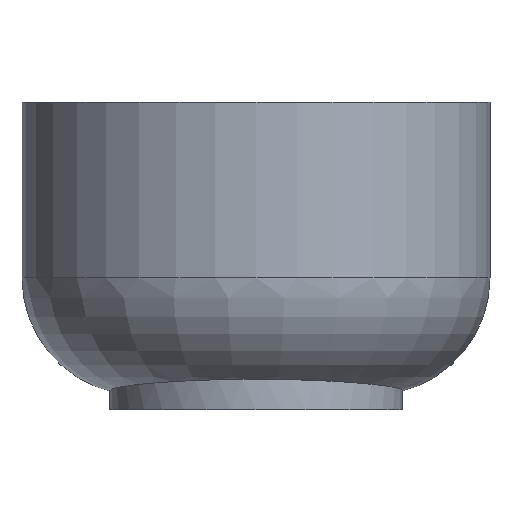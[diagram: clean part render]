
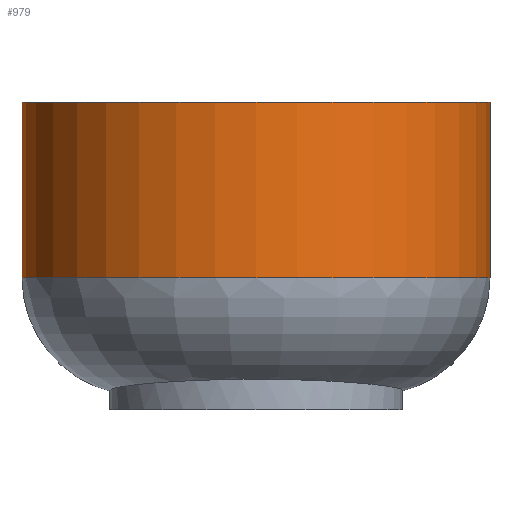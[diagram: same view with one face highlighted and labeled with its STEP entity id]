
A CAD part, front view. The second image highlights one B-rep face of the part: STEP entity #979.
In plain terms, the highlighted cylindrical face has radius 8 mm (diameter 16 mm), a partial arc.
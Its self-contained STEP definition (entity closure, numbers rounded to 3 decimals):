
#152 = FACE_OUTER_BOUND ( 'NONE', #1107, .T. ) ;
#156 = CYLINDRICAL_SURFACE ( 'NONE', #240, 8. ) ;
#240 = AXIS2_PLACEMENT_3D ( 'NONE', #847, #846, #839 ) ;
#261 = EDGE_CURVE ( 'NONE', #609, #583, #689, .T. ) ;
#263 = EDGE_CURVE ( 'NONE', #584, #583, #691, .T. ) ;
#265 = EDGE_CURVE ( 'NONE', #641, #584, #695, .T. ) ;
#281 = AXIS2_PLACEMENT_3D ( 'NONE', #481, #482, #483 ) ;
#282 = AXIS2_PLACEMENT_3D ( 'NONE', #472, #473, #474 ) ;
#299 = EDGE_CURVE ( 'NONE', #641, #609, #703, .T. ) ;
#472 = CARTESIAN_POINT ( 'NONE',  ( 3., -4.5, 4. ) ) ;
#473 = DIRECTION ( 'NONE',  ( 0., 0., 1. ) ) ;
#474 = DIRECTION ( 'NONE',  ( 1., 0., 0. ) ) ;
#475 = CARTESIAN_POINT ( 'NONE',  ( 11., -4.5, 10. ) ) ;
#476 = DIRECTION ( 'NONE',  ( 0., 0., -1. ) ) ;
#481 = CARTESIAN_POINT ( 'NONE',  ( 3., -4.5, 10. ) ) ;
#482 = DIRECTION ( 'NONE',  ( 0., 0., 1. ) ) ;
#483 = DIRECTION ( 'NONE',  ( 1., 0., 0. ) ) ;
#504 = DIRECTION ( 'NONE',  ( 0., 0., -1. ) ) ;
#505 = CARTESIAN_POINT ( 'NONE',  ( -5., -4.5, 10. ) ) ;
#583 = VERTEX_POINT ( 'NONE', #881 ) ;
#584 = VERTEX_POINT ( 'NONE', #886 ) ;
#609 = VERTEX_POINT ( 'NONE', #911 ) ;
#641 = VERTEX_POINT ( 'NONE', #943 ) ;
#689 = CIRCLE ( 'NONE', #282, 8. ) ;
#691 = LINE ( 'NONE', #475, #694 ) ;
#694 = VECTOR ( 'NONE', #476, 1000. ) ;
#695 = CIRCLE ( 'NONE', #281, 8. ) ;
#703 = LINE ( 'NONE', #505, #705 ) ;
#705 = VECTOR ( 'NONE', #504, 1000. ) ;
#839 = DIRECTION ( 'NONE',  ( -1., 0., 0. ) ) ;
#846 = DIRECTION ( 'NONE',  ( 0., 0., -1. ) ) ;
#847 = CARTESIAN_POINT ( 'NONE',  ( 3., -4.5, 10. ) ) ;
#881 = CARTESIAN_POINT ( 'NONE',  ( 11., -4.5, 4. ) ) ;
#886 = CARTESIAN_POINT ( 'NONE',  ( 11., -4.5, 10. ) ) ;
#911 = CARTESIAN_POINT ( 'NONE',  ( -5., -4.5, 4. ) ) ;
#943 = CARTESIAN_POINT ( 'NONE',  ( -5., -4.5, 10. ) ) ;
#979 = ADVANCED_FACE ( 'NONE', ( #152 ), #156, .T. ) ;
#1071 = ORIENTED_EDGE ( 'NONE', *, *, #299, .T. ) ;
#1079 = ORIENTED_EDGE ( 'NONE', *, *, #265, .F. ) ;
#1092 = ORIENTED_EDGE ( 'NONE', *, *, #261, .T. ) ;
#1099 = ORIENTED_EDGE ( 'NONE', *, *, #263, .F. ) ;
#1107 = EDGE_LOOP ( 'NONE', ( #1071, #1092, #1099, #1079 ) ) ;
